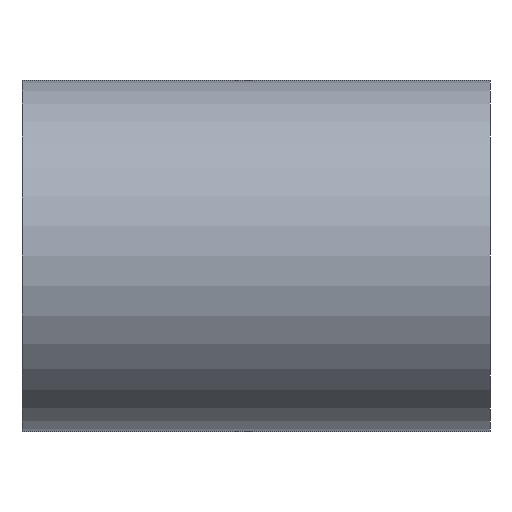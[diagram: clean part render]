
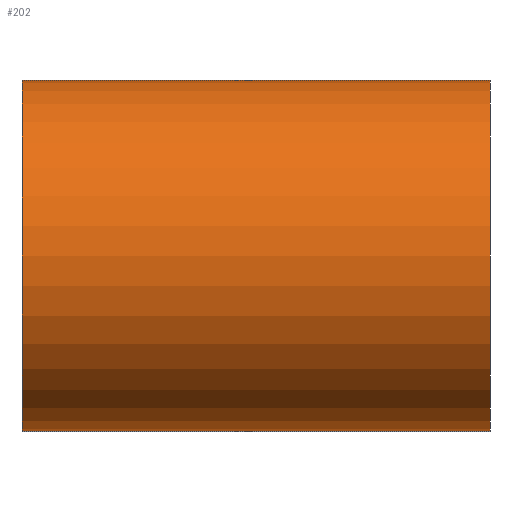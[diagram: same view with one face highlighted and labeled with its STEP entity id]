
A CAD part, left-side view. The second image highlights one B-rep face of the part: STEP entity #202.
In plain terms, the highlighted cylindrical face has radius 4.763 mm (diameter 9.525 mm), a partial arc.
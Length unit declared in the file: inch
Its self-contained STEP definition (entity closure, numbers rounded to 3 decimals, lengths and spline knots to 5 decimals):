
#2 = CARTESIAN_POINT ( 'NONE',  ( 0., 0., 0. ) ) ;
#6 = CARTESIAN_POINT ( 'NONE',  ( 0., 0.5, -0.1875 ) ) ;
#22 = CARTESIAN_POINT ( 'NONE',  ( 0., 0., 0.1875 ) ) ;
#24 = DIRECTION ( 'NONE',  ( 0., 0., 1. ) ) ;
#31 = CARTESIAN_POINT ( 'NONE',  ( 0., 0.5, 0.1875 ) ) ;
#35 = AXIS2_PLACEMENT_3D ( 'NONE', #145, #219, #112 ) ;
#47 = VERTEX_POINT ( 'NONE', #6 ) ;
#48 = EDGE_CURVE ( 'NONE', #154, #68, #151, .T. ) ;
#64 = EDGE_CURVE ( 'NONE', #184, #68, #129, .T. ) ;
#68 = VERTEX_POINT ( 'NONE', #22 ) ;
#74 = CARTESIAN_POINT ( 'NONE',  ( 0., 0.5, 0.1875 ) ) ;
#79 = CYLINDRICAL_SURFACE ( 'NONE', #35, 0.1875 ) ;
#91 = EDGE_CURVE ( 'NONE', #47, #184, #162, .T. ) ;
#93 = DIRECTION ( 'NONE',  ( 0., 1., 0. ) ) ;
#95 = DIRECTION ( 'NONE',  ( 0., 1., 0. ) ) ;
#103 = ORIENTED_EDGE ( 'NONE', *, *, #91, .F. ) ;
#105 = AXIS2_PLACEMENT_3D ( 'NONE', #173, #95, #24 ) ;
#108 = ORIENTED_EDGE ( 'NONE', *, *, #48, .T. ) ;
#110 = DIRECTION ( 'NONE',  ( 0., -1., 0. ) ) ;
#112 = DIRECTION ( 'NONE',  ( 0., 0., -1. ) ) ;
#113 = DIRECTION ( 'NONE',  ( 0., -1., 0. ) ) ;
#117 = LINE ( 'NONE', #138, #128 ) ;
#125 = DIRECTION ( 'NONE',  ( 0., 0., 1. ) ) ;
#128 = VECTOR ( 'NONE', #113, 39.37008 ) ;
#129 = LINE ( 'NONE', #74, #214 ) ;
#138 = CARTESIAN_POINT ( 'NONE',  ( 0., 0.5, -0.1875 ) ) ;
#145 = CARTESIAN_POINT ( 'NONE',  ( 0., 0.5, 0. ) ) ;
#151 = CIRCLE ( 'NONE', #167, 0.1875 ) ;
#154 = VERTEX_POINT ( 'NONE', #165 ) ;
#162 = CIRCLE ( 'NONE', #105, 0.1875 ) ;
#165 = CARTESIAN_POINT ( 'NONE',  ( 0., 0., -0.1875 ) ) ;
#167 = AXIS2_PLACEMENT_3D ( 'NONE', #2, #93, #125 ) ;
#173 = CARTESIAN_POINT ( 'NONE',  ( 0., 0.5, 0. ) ) ;
#177 = EDGE_CURVE ( 'NONE', #47, #154, #117, .T. ) ;
#184 = VERTEX_POINT ( 'NONE', #31 ) ;
#187 = EDGE_LOOP ( 'NONE', ( #204, #103, #221, #108 ) ) ;
#201 = FACE_OUTER_BOUND ( 'NONE', #187, .T. ) ;
#202 = ADVANCED_FACE ( 'NONE', ( #201 ), #79, .T. ) ;
#204 = ORIENTED_EDGE ( 'NONE', *, *, #64, .F. ) ;
#214 = VECTOR ( 'NONE', #110, 39.37008 ) ;
#219 = DIRECTION ( 'NONE',  ( 0., -1., 0. ) ) ;
#221 = ORIENTED_EDGE ( 'NONE', *, *, #177, .T. ) ;
